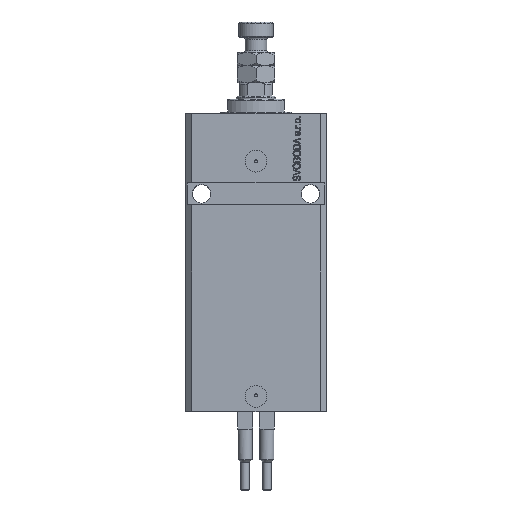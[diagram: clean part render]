
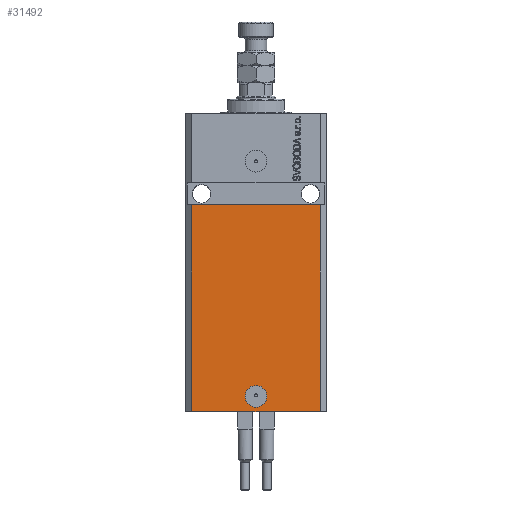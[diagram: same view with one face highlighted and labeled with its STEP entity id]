
A CAD part, front view. The second image highlights one B-rep face of the part: STEP entity #31492.
In plain terms, the highlighted planar face has unit normal (0, -1, 0).
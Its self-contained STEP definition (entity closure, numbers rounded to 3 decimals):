
#483 = DIRECTION ( 'NONE',  ( 0., -1., 0. ) ) ;
#955 = ORIENTED_EDGE ( 'NONE', *, *, #13755, .T. ) ;
#1472 = DIRECTION ( 'NONE',  ( 0., -1., 0. ) ) ;
#1936 = AXIS2_PLACEMENT_3D ( 'NONE', #33242, #25633, #47949 ) ;
#3075 = VECTOR ( 'NONE', #24858, 1000. ) ;
#3144 = CARTESIAN_POINT ( 'NONE',  ( 29.5, -22.5, -137. ) ) ;
#3320 = LINE ( 'NONE', #26922, #35962 ) ;
#5563 = LINE ( 'NONE', #32477, #3075 ) ;
#6066 = AXIS2_PLACEMENT_3D ( 'NONE', #35245, #483, #12648 ) ;
#7177 = ORIENTED_EDGE ( 'NONE', *, *, #7960, .T. ) ;
#7960 = EDGE_CURVE ( 'NONE', #29840, #19659, #22004, .T. ) ;
#10470 = CARTESIAN_POINT ( 'NONE',  ( -29.5, -22.5, -137. ) ) ;
#10918 = CARTESIAN_POINT ( 'NONE',  ( -5., -22.5, -130. ) ) ;
#11050 = EDGE_CURVE ( 'NONE', #47643, #33966, #28786, .T. ) ;
#11053 = EDGE_LOOP ( 'NONE', ( #29465, #28199 ) ) ;
#11087 = CARTESIAN_POINT ( 'NONE',  ( 29.5, -22.5, -137. ) ) ;
#12648 = DIRECTION ( 'NONE',  ( 1., 0., 0. ) ) ;
#12846 = VERTEX_POINT ( 'NONE', #31012 ) ;
#13135 = DIRECTION ( 'NONE',  ( 1., 0., 0. ) ) ;
#13755 = EDGE_CURVE ( 'NONE', #50090, #29840, #3320, .T. ) ;
#14235 = EDGE_LOOP ( 'NONE', ( #49794, #28780, #955, #7177 ) ) ;
#16893 = AXIS2_PLACEMENT_3D ( 'NONE', #36717, #1472, #13135 ) ;
#18067 = LINE ( 'NONE', #37111, #35589 ) ;
#19061 = DIRECTION ( 'NONE',  ( 1., 0., 0. ) ) ;
#19659 = VERTEX_POINT ( 'NONE', #43287 ) ;
#20753 = FACE_BOUND ( 'NONE', #11053, .T. ) ;
#20997 = PLANE ( 'NONE',  #16893 ) ;
#22004 = LINE ( 'NONE', #11087, #32703 ) ;
#24858 = DIRECTION ( 'NONE',  ( 1., 0., 0. ) ) ;
#25633 = DIRECTION ( 'NONE',  ( 0., -1., 0. ) ) ;
#26182 = EDGE_CURVE ( 'NONE', #12846, #19659, #5563, .T. ) ;
#26922 = CARTESIAN_POINT ( 'NONE',  ( -29.5, -22.5, -137. ) ) ;
#27096 = CARTESIAN_POINT ( 'NONE',  ( 5., -22.5, -130. ) ) ;
#28199 = ORIENTED_EDGE ( 'NONE', *, *, #11050, .F. ) ;
#28780 = ORIENTED_EDGE ( 'NONE', *, *, #31953, .F. ) ;
#28786 = CIRCLE ( 'NONE', #6066, 5. ) ;
#29465 = ORIENTED_EDGE ( 'NONE', *, *, #42473, .F. ) ;
#29840 = VERTEX_POINT ( 'NONE', #3144 ) ;
#31012 = CARTESIAN_POINT ( 'NONE',  ( -29.5, -22.5, -42. ) ) ;
#31492 = ADVANCED_FACE ( 'NONE', ( #20753, #36231 ), #20997, .T. ) ;
#31953 = EDGE_CURVE ( 'NONE', #50090, #12846, #18067, .T. ) ;
#32477 = CARTESIAN_POINT ( 'NONE',  ( -32.5, -22.5, -42. ) ) ;
#32703 = VECTOR ( 'NONE', #38230, 1000. ) ;
#33242 = CARTESIAN_POINT ( 'NONE',  ( 0., -22.5, -130. ) ) ;
#33966 = VERTEX_POINT ( 'NONE', #27096 ) ;
#35245 = CARTESIAN_POINT ( 'NONE',  ( 0., -22.5, -130. ) ) ;
#35589 = VECTOR ( 'NONE', #48528, 1000. ) ;
#35962 = VECTOR ( 'NONE', #19061, 1000. ) ;
#36231 = FACE_OUTER_BOUND ( 'NONE', #14235, .T. ) ;
#36717 = CARTESIAN_POINT ( 'NONE',  ( -29.5, -22.5, -137. ) ) ;
#37111 = CARTESIAN_POINT ( 'NONE',  ( -29.5, -22.5, -137. ) ) ;
#38230 = DIRECTION ( 'NONE',  ( 0., 0., 1. ) ) ;
#42473 = EDGE_CURVE ( 'NONE', #33966, #47643, #44871, .T. ) ;
#43287 = CARTESIAN_POINT ( 'NONE',  ( 29.5, -22.5, -42. ) ) ;
#44871 = CIRCLE ( 'NONE', #1936, 5. ) ;
#47643 = VERTEX_POINT ( 'NONE', #10918 ) ;
#47949 = DIRECTION ( 'NONE',  ( 1., 0., 0. ) ) ;
#48528 = DIRECTION ( 'NONE',  ( 0., 0., 1. ) ) ;
#49794 = ORIENTED_EDGE ( 'NONE', *, *, #26182, .F. ) ;
#50090 = VERTEX_POINT ( 'NONE', #10470 ) ;
